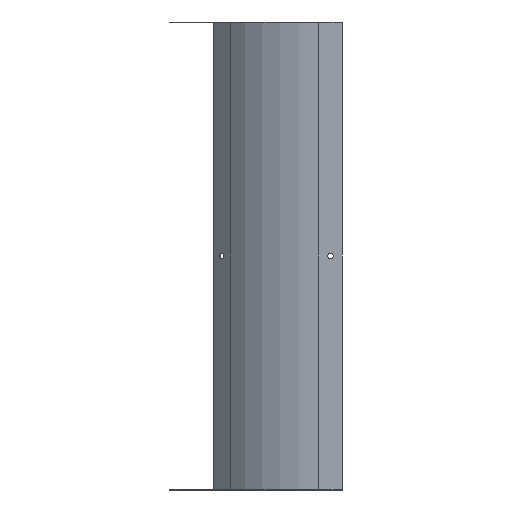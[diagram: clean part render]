
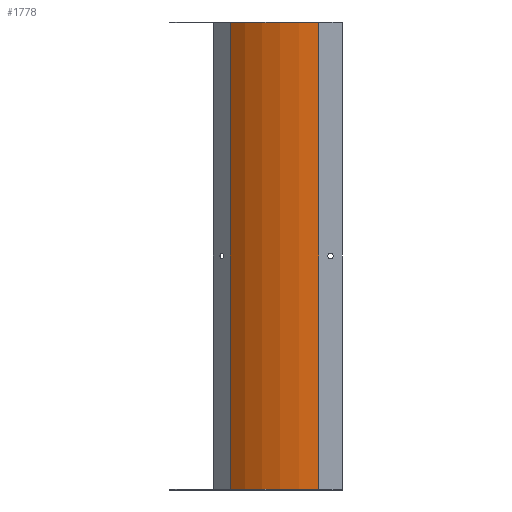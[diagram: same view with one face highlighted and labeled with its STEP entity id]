
A CAD part, left-side view. The second image highlights one B-rep face of the part: STEP entity #1778.
In plain terms, the highlighted cylindrical face has radius 160.8 mm (diameter 321.6 mm), a partial arc.
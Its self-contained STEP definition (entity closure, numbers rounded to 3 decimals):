
#125 = CARTESIAN_POINT ( 'NONE',  ( 240., 30.048, -599.2 ) ) ;
#126 = DIRECTION ( 'NONE',  ( 0., 0., 1. ) ) ;
#129 = DIRECTION ( 'NONE',  ( 1., 0., 0. ) ) ;
#153 = FACE_OUTER_BOUND ( 'NONE', #1819, .T. ) ;
#157 = CYLINDRICAL_SURFACE ( 'NONE', #950, 160.8 ) ;
#258 = CARTESIAN_POINT ( 'NONE',  ( 126.297, 143.75, 0. ) ) ;
#261 = CARTESIAN_POINT ( 'NONE',  ( 79.2, 30.048, 0. ) ) ;
#327 = CARTESIAN_POINT ( 'NONE',  ( 79.2, 30.048, -599.2 ) ) ;
#336 = DIRECTION ( 'NONE',  ( 0., 0., 1. ) ) ;
#356 = DIRECTION ( 'NONE',  ( 0., 0., 1. ) ) ;
#357 = CARTESIAN_POINT ( 'NONE',  ( 240., 30.048, 0. ) ) ;
#363 = DIRECTION ( 'NONE',  ( -1., 0., 0. ) ) ;
#421 = CARTESIAN_POINT ( 'NONE',  ( 126.297, 143.75, -598.4 ) ) ;
#485 = CARTESIAN_POINT ( 'NONE',  ( 79.2, 30.048, -598.4 ) ) ;
#588 = DIRECTION ( 'NONE',  ( 1., 0., 0. ) ) ;
#592 = DIRECTION ( 'NONE',  ( 0., 0., 1. ) ) ;
#595 = CARTESIAN_POINT ( 'NONE',  ( 240., 30.048, -598.4 ) ) ;
#632 = DIRECTION ( 'NONE',  ( 0., 0., 1. ) ) ;
#654 = CARTESIAN_POINT ( 'NONE',  ( 126.297, 143.75, -599.2 ) ) ;
#804 = VERTEX_POINT ( 'NONE', #261 ) ;
#819 = VERTEX_POINT ( 'NONE', #258 ) ;
#844 = VERTEX_POINT ( 'NONE', #485 ) ;
#847 = VERTEX_POINT ( 'NONE', #421 ) ;
#950 = AXIS2_PLACEMENT_3D ( 'NONE', #125, #126, #129 ) ;
#1004 = AXIS2_PLACEMENT_3D ( 'NONE', #595, #592, #588 ) ;
#1026 = AXIS2_PLACEMENT_3D ( 'NONE', #357, #356, #363 ) ;
#1044 = EDGE_CURVE ( 'NONE', #819, #804, #1471, .T. ) ;
#1081 = EDGE_CURVE ( 'NONE', #844, #804, #1507, .T. ) ;
#1106 = EDGE_CURVE ( 'NONE', #847, #819, #1572, .T. ) ;
#1108 = EDGE_CURVE ( 'NONE', #847, #844, #1577, .T. ) ;
#1163 = ORIENTED_EDGE ( 'NONE', *, *, #1044, .F. ) ;
#1164 = ORIENTED_EDGE ( 'NONE', *, *, #1081, .T. ) ;
#1165 = ORIENTED_EDGE ( 'NONE', *, *, #1108, .T. ) ;
#1166 = ORIENTED_EDGE ( 'NONE', *, *, #1106, .F. ) ;
#1471 = CIRCLE ( 'NONE', #1026, 160.8 ) ;
#1507 = LINE ( 'NONE', #327, #1536 ) ;
#1536 = VECTOR ( 'NONE', #336, 1000. ) ;
#1572 = LINE ( 'NONE', #654, #1576 ) ;
#1576 = VECTOR ( 'NONE', #632, 1000. ) ;
#1577 = CIRCLE ( 'NONE', #1004, 160.8 ) ;
#1778 = ADVANCED_FACE ( 'NONE', ( #153 ), #157, .T. ) ;
#1819 = EDGE_LOOP ( 'NONE', ( #1166, #1165, #1164, #1163 ) ) ;
